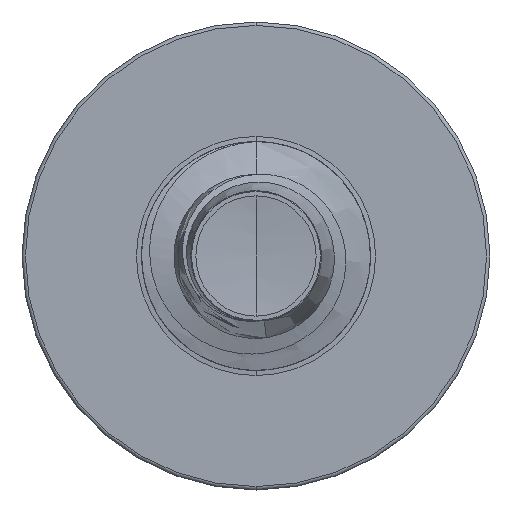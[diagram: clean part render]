
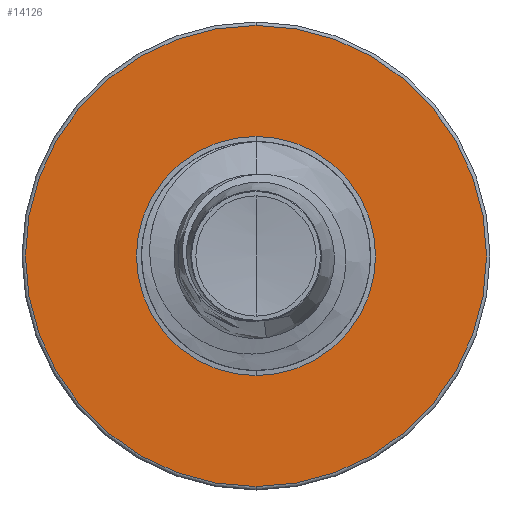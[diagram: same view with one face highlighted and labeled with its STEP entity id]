
A CAD part, front view. The second image highlights one B-rep face of the part: STEP entity #14126.
In plain terms, the highlighted planar face has unit normal (0, -1, 0).
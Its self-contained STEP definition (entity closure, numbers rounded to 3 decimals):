
#358 = CIRCLE ( 'NONE', #21124, 1.15 ) ;
#1255 = DIRECTION ( 'NONE',  ( 0., 1., 0. ) ) ;
#1297 = FACE_OUTER_BOUND ( 'NONE', #16755, .T. ) ;
#2175 = DIRECTION ( 'NONE',  ( 0., 0., 1. ) ) ;
#4453 = EDGE_CURVE ( 'NONE', #17983, #18477, #8029, .T. ) ;
#4672 = AXIS2_PLACEMENT_3D ( 'NONE', #15700, #4934, #17440 ) ;
#4805 = ORIENTED_EDGE ( 'NONE', *, *, #16791, .F. ) ;
#4934 = DIRECTION ( 'NONE',  ( 0., 1., 0. ) ) ;
#5571 = FACE_BOUND ( 'NONE', #16284, .T. ) ;
#6059 = DIRECTION ( 'NONE',  ( 0., 1., 0. ) ) ;
#6611 = CIRCLE ( 'NONE', #21415, 1.15 ) ;
#7831 = VERTEX_POINT ( 'NONE', #21623 ) ;
#8029 = CIRCLE ( 'NONE', #4672, 2.217 ) ;
#10309 = CARTESIAN_POINT ( 'NONE',  ( 0., 10., 0. ) ) ;
#11274 = PLANE ( 'NONE',  #22935 ) ;
#11493 = EDGE_CURVE ( 'NONE', #23010, #7831, #358, .T. ) ;
#12083 = DIRECTION ( 'NONE',  ( 0., 0., 1. ) ) ;
#12142 = CARTESIAN_POINT ( 'NONE',  ( 0., 10., 2.217 ) ) ;
#12163 = CARTESIAN_POINT ( 'NONE',  ( 0., 10., 0. ) ) ;
#12971 = CARTESIAN_POINT ( 'NONE',  ( 0., 10., -1.15 ) ) ;
#13045 = DIRECTION ( 'NONE',  ( 0., 1., 0. ) ) ;
#13821 = ORIENTED_EDGE ( 'NONE', *, *, #16494, .T. ) ;
#13944 = DIRECTION ( 'NONE',  ( 0., 0., 1. ) ) ;
#14126 = ADVANCED_FACE ( 'NONE', ( #1297, #5571 ), #11274, .F. ) ;
#14715 = ORIENTED_EDGE ( 'NONE', *, *, #11493, .T. ) ;
#15700 = CARTESIAN_POINT ( 'NONE',  ( 0., 10., 0. ) ) ;
#16284 = EDGE_LOOP ( 'NONE', ( #14715, #13821 ) ) ;
#16494 = EDGE_CURVE ( 'NONE', #7831, #23010, #6611, .T. ) ;
#16738 = CARTESIAN_POINT ( 'NONE',  ( 0., 10., 0. ) ) ;
#16755 = EDGE_LOOP ( 'NONE', ( #20749, #4805 ) ) ;
#16791 = EDGE_CURVE ( 'NONE', #18477, #17983, #20117, .T. ) ;
#17440 = DIRECTION ( 'NONE',  ( 0., 0., 1. ) ) ;
#17983 = VERTEX_POINT ( 'NONE', #12142 ) ;
#18461 = DIRECTION ( 'NONE',  ( 0., 0., 1. ) ) ;
#18477 = VERTEX_POINT ( 'NONE', #19235 ) ;
#19235 = CARTESIAN_POINT ( 'NONE',  ( 0., 10., -2.217 ) ) ;
#20117 = CIRCLE ( 'NONE', #22507, 2.217 ) ;
#20235 = CARTESIAN_POINT ( 'NONE',  ( 0., 10., 1.15 ) ) ;
#20749 = ORIENTED_EDGE ( 'NONE', *, *, #4453, .F. ) ;
#21124 = AXIS2_PLACEMENT_3D ( 'NONE', #16738, #6059, #18461 ) ;
#21415 = AXIS2_PLACEMENT_3D ( 'NONE', #10309, #22394, #12083 ) ;
#21623 = CARTESIAN_POINT ( 'NONE',  ( 0., 10., -1.15 ) ) ;
#22394 = DIRECTION ( 'NONE',  ( 0., 1., 0. ) ) ;
#22507 = AXIS2_PLACEMENT_3D ( 'NONE', #12163, #1255, #13944 ) ;
#22935 = AXIS2_PLACEMENT_3D ( 'NONE', #12971, #13045, #2175 ) ;
#23010 = VERTEX_POINT ( 'NONE', #20235 ) ;
